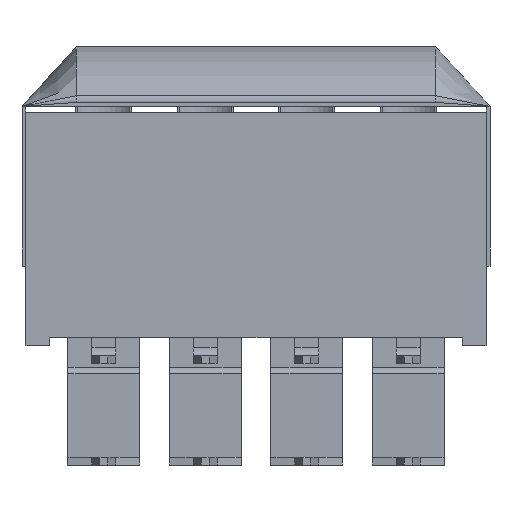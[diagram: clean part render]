
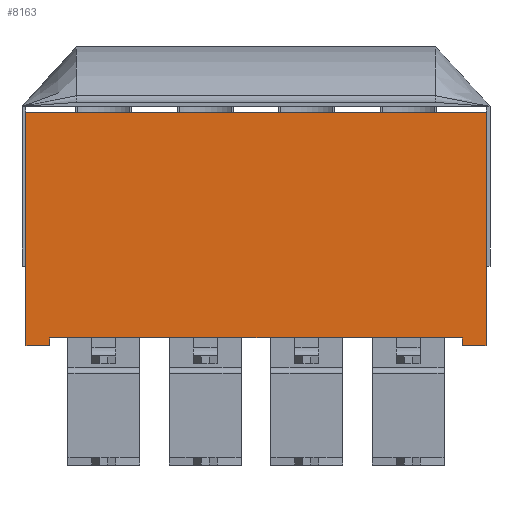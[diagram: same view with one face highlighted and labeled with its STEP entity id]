
A CAD part, front view. The second image highlights one B-rep face of the part: STEP entity #8163.
In plain terms, the highlighted planar face has unit normal (0, -1, 0).
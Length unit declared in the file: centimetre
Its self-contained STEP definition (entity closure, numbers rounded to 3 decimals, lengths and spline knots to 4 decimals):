
#485=FACE_OUTER_BOUND('',#928,.T.);
#928=EDGE_LOOP('',(#6308,#6309,#6310,#6311,#6312,#6313,#6314,#6315));
#1657=LINE('',#12206,#2691);
#1669=LINE('',#12229,#2703);
#1692=LINE('',#12274,#2726);
#1695=LINE('',#12279,#2729);
#1706=LINE('',#12299,#2740);
#1707=LINE('',#12301,#2741);
#1708=LINE('',#12303,#2742);
#1709=LINE('',#12304,#2743);
#2691=VECTOR('',#9778,1.);
#2703=VECTOR('',#9792,1.);
#2726=VECTOR('',#9825,1.);
#2729=VECTOR('',#9830,1.);
#2740=VECTOR('',#9855,1.);
#2741=VECTOR('',#9856,1.);
#2742=VECTOR('',#9857,1.);
#2743=VECTOR('',#9858,1.);
#3602=VERTEX_POINT('',#12203);
#3603=VERTEX_POINT('',#12205);
#3612=VERTEX_POINT('',#12226);
#3613=VERTEX_POINT('',#12228);
#3629=VERTEX_POINT('',#12271);
#3630=VERTEX_POINT('',#12273);
#3634=VERTEX_POINT('',#12300);
#3635=VERTEX_POINT('',#12302);
#4559=EDGE_CURVE('',#3603,#3602,#1657,.T.);
#4571=EDGE_CURVE('',#3613,#3612,#1669,.T.);
#4594=EDGE_CURVE('',#3630,#3629,#1692,.T.);
#4597=EDGE_CURVE('',#3629,#3613,#1695,.T.);
#4608=EDGE_CURVE('',#3603,#3612,#1706,.T.);
#4609=EDGE_CURVE('',#3634,#3602,#1707,.T.);
#4610=EDGE_CURVE('',#3634,#3635,#1708,.T.);
#4611=EDGE_CURVE('',#3630,#3635,#1709,.T.);
#6308=ORIENTED_EDGE('',*,*,#4594,.T.);
#6309=ORIENTED_EDGE('',*,*,#4597,.T.);
#6310=ORIENTED_EDGE('',*,*,#4571,.T.);
#6311=ORIENTED_EDGE('',*,*,#4608,.F.);
#6312=ORIENTED_EDGE('',*,*,#4559,.T.);
#6313=ORIENTED_EDGE('',*,*,#4609,.F.);
#6314=ORIENTED_EDGE('',*,*,#4610,.T.);
#6315=ORIENTED_EDGE('',*,*,#4611,.F.);
#7784=PLANE('',#8648);
#8163=ADVANCED_FACE('',(#485),#7784,.T.);
#8648=AXIS2_PLACEMENT_3D('',#12298,#9853,#9854);
#9778=DIRECTION('',(0.,0.,1.));
#9792=DIRECTION('',(0.,0.,-1.));
#9825=DIRECTION('',(0.,0.,1.));
#9830=DIRECTION('',(1.,0.,0.));
#9853=DIRECTION('center_axis',(0.,-1.,0.));
#9854=DIRECTION('ref_axis',(0.,0.,-1.));
#9855=DIRECTION('',(-1.,0.,0.));
#9856=DIRECTION('',(1.,0.,0.));
#9857=DIRECTION('',(0.,0.,-1.));
#9858=DIRECTION('',(-1.,0.,0.));
#12203=CARTESIAN_POINT('',(0.576,-0.495,0.2925));
#12205=CARTESIAN_POINT('',(0.576,-0.495,-0.2925));
#12206=CARTESIAN_POINT('',(0.576,-0.495,-0.2925));
#12226=CARTESIAN_POINT('',(0.516,-0.495,-0.2925));
#12228=CARTESIAN_POINT('',(0.516,-0.495,-0.2725));
#12229=CARTESIAN_POINT('',(0.516,-0.495,-0.2925));
#12271=CARTESIAN_POINT('',(-0.516,-0.495,-0.2725));
#12273=CARTESIAN_POINT('',(-0.516,-0.495,-0.2925));
#12274=CARTESIAN_POINT('',(-0.516,-0.495,-0.2925));
#12279=CARTESIAN_POINT('',(0.,-0.495,-0.2725));
#12298=CARTESIAN_POINT('Origin',(0.,-0.495,-0.2925));
#12299=CARTESIAN_POINT('',(0.,-0.495,-0.2925));
#12300=CARTESIAN_POINT('',(-0.576,-0.495,0.2925));
#12301=CARTESIAN_POINT('',(0.,-0.495,0.2925));
#12302=CARTESIAN_POINT('',(-0.576,-0.495,-0.2925));
#12303=CARTESIAN_POINT('',(-0.576,-0.495,-0.2925));
#12304=CARTESIAN_POINT('',(0.,-0.495,-0.2925));
